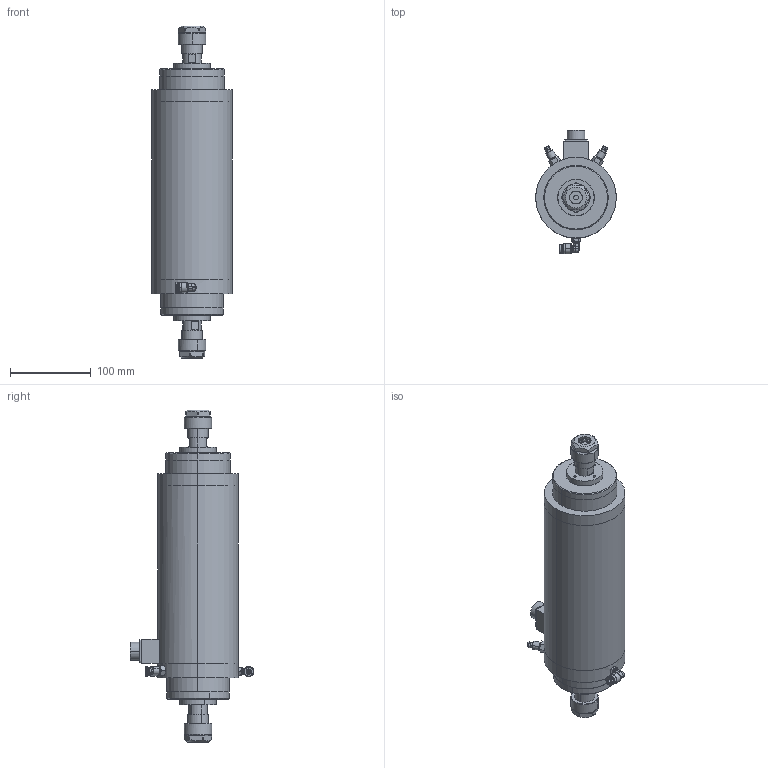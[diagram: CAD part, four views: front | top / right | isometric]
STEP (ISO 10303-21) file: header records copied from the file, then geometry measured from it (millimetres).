
FILE_DESCRIPTION (( 'STEP AP214' ), '1' );
FILE_NAME ('GDZ-45S.STEP', '2024-07-30T08:08:12', ( '00' ), ( '' ), 'SwSTEP 2.0', 'SolidWorks 2018', '' );
FILE_SCHEMA (( 'AUTOMOTIVE_DESIGN' ));
Length unit declared in the file: millimetre
Products named in the file (14): GDZ30S-3.0綴粣創釱; PC601-S; GDZ30S-3.0前防尘罩; 阨郲30.5ㄗM8ㄘ_1; GDZ30S-3.0ヶ粣芛; ER20 粟俶芠標_1; GDZ30S-3.0綴滅鳥欶_1; ER20蹟簽_1; GDZ-45S; GDZ30S-3.0ヶ蹟譫; 堤盄釱脣芛28x28_2; GDZ30S-3.0前轴承座; GDZ-45S儂褲; PL601-S
Assembly tree (18 placements, depth 2):
  GDZ-45S
    GDZ-45S儂褲
    GDZ30S-3.0前轴承座
    GDZ30S-3.0ヶ蹟譫  x2
    GDZ30S-3.0前防尘罩
    GDZ30S-3.0ヶ粣芛  x2
    GDZ30S-3.0綴滅鳥欶_1
    GDZ30S-3.0綴粣創釱
    ER20 粟俶芠標_1  x2
    ER20蹟簽_1  x2
    堤盄釱脣芛28x28_2
    阨郲30.5ㄗM8ㄘ_1  x2
    PC601-S
    PL601-S
Bounding box: 100 x 153.25 x 411.5 mm (x, y, z)
Volume: 2327876 mm3; surface area: 207152.7 mm2
Topology: 18 solids, 18 shells, 433 faces, 950 edges, 602 vertices
Faces by surface type: cylinder 173, plane 147, cone 76, bspline 33, torus 4
Entity records: 13068 total; most frequent: CARTESIAN_POINT 3359, DIRECTION 1594, ORIENTED_EDGE 1440, EDGE_CURVE 720, AXIS2_PLACEMENT_3D 668, VERTEX_POINT 454, EDGE_LOOP 386, CIRCLE 351
